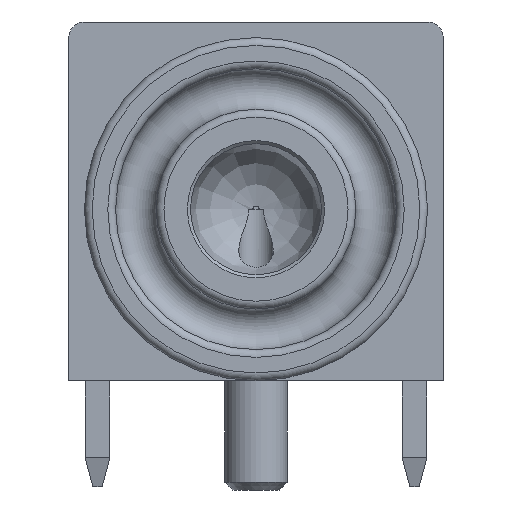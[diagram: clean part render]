
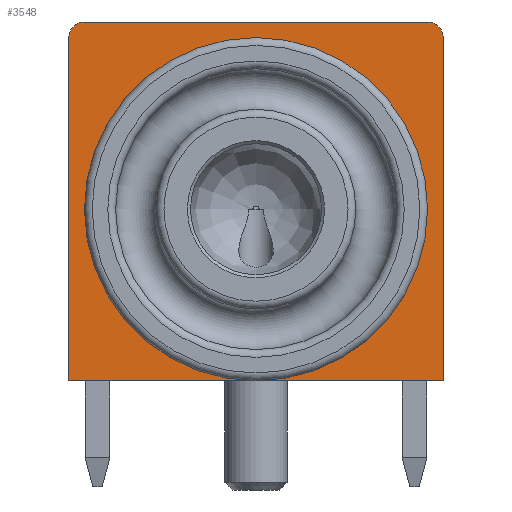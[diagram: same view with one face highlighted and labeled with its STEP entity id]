
A CAD part, front view. The second image highlights one B-rep face of the part: STEP entity #3548.
In plain terms, the highlighted planar face has unit normal (0, -1, 0).
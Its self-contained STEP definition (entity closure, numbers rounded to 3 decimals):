
#1847=CARTESIAN_POINT('',(-6.,0.,5.5));
#1848=VERTEX_POINT('',#1847);
#1849=CARTESIAN_POINT('',(-5.5,0.,6.));
#1850=VERTEX_POINT('',#1849);
#1851=CARTESIAN_POINT('',(-5.5,0.,5.5));
#1852=DIRECTION('',(0.,1.0,0.));
#1853=DIRECTION('',(-0.707,0.,0.707));
#1854=AXIS2_PLACEMENT_3D('',#1851,#1852,#1853);
#1855=CIRCLE('',#1854,0.5);
#1856=EDGE_CURVE('',#1848,#1850,#1855,.T.);
#1922=CARTESIAN_POINT('',(5.5,0.,6.));
#1923=VERTEX_POINT('',#1922);
#1924=CARTESIAN_POINT('',(-5.5,0.,6.));
#1925=DIRECTION('',(1.0,0.0,0.0));
#1926=VECTOR('',#1925,11.0);
#1927=LINE('',#1924,#1926);
#1928=EDGE_CURVE('',#1850,#1923,#1927,.T.);
#2029=CARTESIAN_POINT('',(6.,0.,5.5));
#2030=VERTEX_POINT('',#2029);
#2031=CARTESIAN_POINT('',(5.5,0.,5.5));
#2032=DIRECTION('',(0.,1.0,0.));
#2033=DIRECTION('',(0.707,0.,0.707));
#2034=AXIS2_PLACEMENT_3D('',#2031,#2032,#2033);
#2035=CIRCLE('',#2034,0.5);
#2036=EDGE_CURVE('',#1923,#2030,#2035,.T.);
#2848=CARTESIAN_POINT('',(6.,0.,-5.5));
#2849=VERTEX_POINT('',#2848);
#2856=CARTESIAN_POINT('',(0.,0.,-5.5));
#2857=VERTEX_POINT('',#2856);
#2858=CARTESIAN_POINT('',(6.,0.,-5.5));
#2859=DIRECTION('',(-1.0,0.0,0.0));
#2860=VECTOR('',#2859,6.);
#2861=LINE('',#2858,#2860);
#2862=EDGE_CURVE('',#2849,#2857,#2861,.T.);
#2864=CARTESIAN_POINT('',(-6.,0.,-5.5));
#2865=VERTEX_POINT('',#2864);
#2866=CARTESIAN_POINT('',(0.,0.,-5.5));
#2867=DIRECTION('',(-1.0,0.0,0.0));
#2868=VECTOR('',#2867,6.);
#2869=LINE('',#2866,#2868);
#2870=EDGE_CURVE('',#2857,#2865,#2869,.T.);
#3328=CARTESIAN_POINT('',(6.0,0.,-5.5));
#3329=DIRECTION('',(0.0,0.0,1.0));
#3330=VECTOR('',#3329,11.0);
#3331=LINE('',#3328,#3330);
#3332=EDGE_CURVE('',#2849,#2030,#3331,.T.);
#3503=CARTESIAN_POINT('',(0.,0.,0.));
#3504=DIRECTION('',(0.0,1.0,0.0));
#3505=DIRECTION('',(1.0,0.0,0.0));
#3506=AXIS2_PLACEMENT_3D('',#3503,#3504,#3505);
#3507=CIRCLE('',#3506,5.5);
#3508=EDGE_CURVE('',#2857,#2857,#3507,.T.);
#3528=CARTESIAN_POINT('',(0.,0.,-5.5));
#3529=DIRECTION('',(0.0,-1.0,0.0));
#3530=DIRECTION('',(0.0,0.0,-1.0));
#3531=AXIS2_PLACEMENT_3D('',#3528,#3529,#3530);
#3532=PLANE('',#3531);
#3533=ORIENTED_EDGE('',*,*,#1856,.F.);
#3534=CARTESIAN_POINT('',(-6.,0.,5.5));
#3535=DIRECTION('',(0.0,0.0,-1.0));
#3536=VECTOR('',#3535,11.);
#3537=LINE('',#3534,#3536);
#3538=EDGE_CURVE('',#1848,#2865,#3537,.T.);
#3539=ORIENTED_EDGE('',*,*,#3538,.T.);
#3540=ORIENTED_EDGE('',*,*,#2870,.F.);
#3541=ORIENTED_EDGE('',*,*,#3508,.T.);
#3542=ORIENTED_EDGE('',*,*,#2862,.F.);
#3543=ORIENTED_EDGE('',*,*,#3332,.T.);
#3544=ORIENTED_EDGE('',*,*,#2036,.F.);
#3545=ORIENTED_EDGE('',*,*,#1928,.F.);
#3546=EDGE_LOOP('',(#3533,#3539,#3540,#3541,#3542,#3543,#3544,#3545));
#3547=FACE_OUTER_BOUND('',#3546,.T.);
#3548=ADVANCED_FACE('',(#3547),#3532,.T.);
